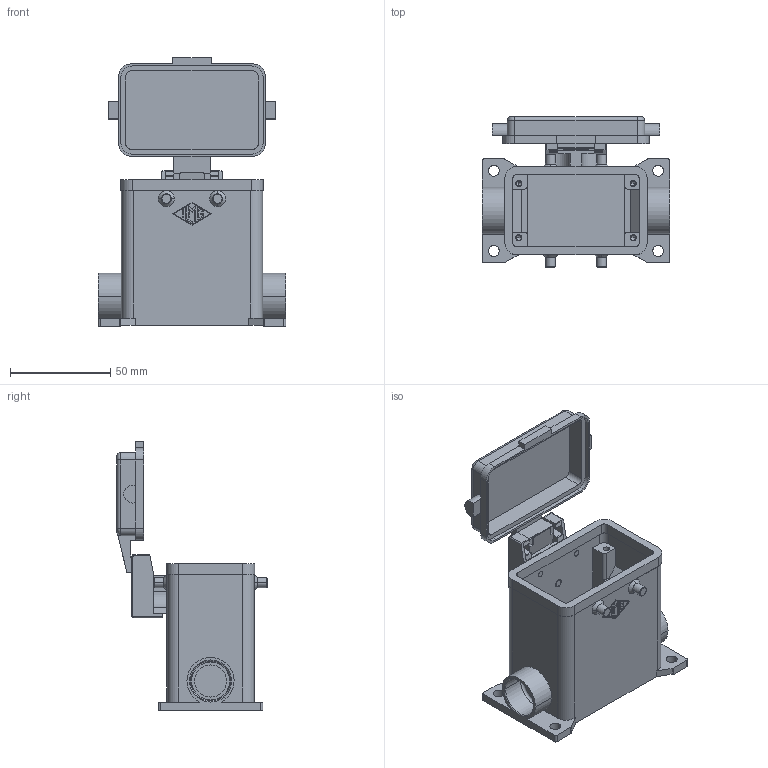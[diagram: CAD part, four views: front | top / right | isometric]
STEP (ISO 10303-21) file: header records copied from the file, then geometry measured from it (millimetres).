
FILE_DESCRIPTION(('CoCreate Modeling STEP Export'),'2;1');
FILE_NAME('MHP 10 CP20.stp','2009-06-05T11:12:13',(''),(''),'CoCreate Modeling STEP processor for AP214 (Solid Model)','CoCreate Modeling 16.00A 16-Aug-2008 (C) Parametric Technology GmbH','');
FILE_SCHEMA(('AUTOMOTIVE_DESIGN { 1 0 10303 214 1 1 1 1 }'));
Length unit declared in the file: millimetre
Products named in the file (2): MSBO8193; Assembly-1
Assembly tree (1 placements, depth 2):
  Assembly-1
    MSBO8193
Bounding box: 93.5 x 75 x 133.75 mm (x, y, z)
Volume: 107783.8 mm3; surface area: 59868.5 mm2
Topology: 1 solids, 2 shells, 437 faces, 1170 edges, 758 vertices
Faces by surface type: plane 221, cylinder 170, cone 26, torus 20
Entity records: 16292 total; most frequent: ORIENTED_EDGE 2324, CARTESIAN_POINT 2213, DIRECTION 2077, EDGE_CURVE 1162, VERTEX_POINT 758, VECTOR 737, LINE 737, AXIS2_PLACEMENT_3D 670
